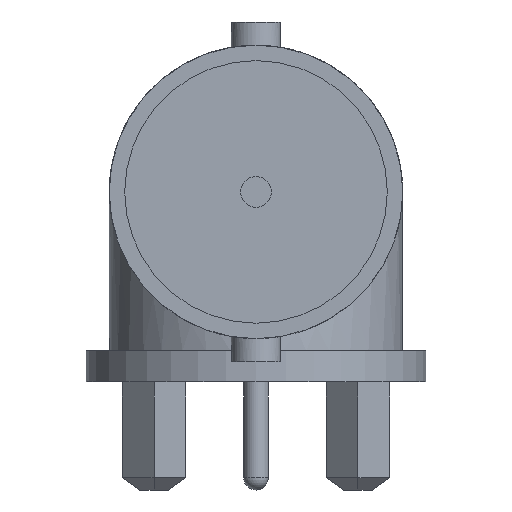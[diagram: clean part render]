
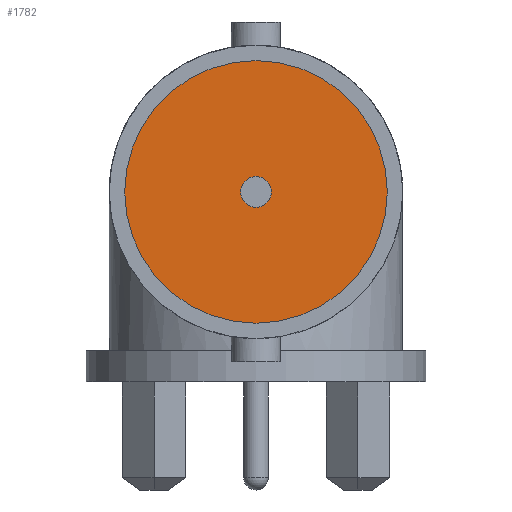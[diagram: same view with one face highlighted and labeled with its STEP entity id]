
A CAD part, front view. The second image highlights one B-rep face of the part: STEP entity #1782.
In plain terms, the highlighted planar face has unit normal (0, -1, 0).
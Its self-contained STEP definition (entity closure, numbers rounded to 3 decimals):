
#1745 = VERTEX_POINT('',#1746);
#1746 = CARTESIAN_POINT('',(4.25,15.,6.15));
#1752 = EDGE_CURVE('',#1745,#1745,#1753,.T.);
#1753 = CIRCLE('',#1754,4.25);
#1754 = AXIS2_PLACEMENT_3D('',#1755,#1756,#1757);
#1755 = CARTESIAN_POINT('',(0.,15.,6.15));
#1756 = DIRECTION('',(-0.,1.,0.));
#1757 = DIRECTION('',(1.,0.,0.));
#1782 = ADVANCED_FACE('',(#1783,#1786),#1797,.F.);
#1783 = FACE_BOUND('',#1784,.F.);
#1784 = EDGE_LOOP('',(#1785));
#1785 = ORIENTED_EDGE('',*,*,#1752,.T.);
#1786 = FACE_BOUND('',#1787,.F.);
#1787 = EDGE_LOOP('',(#1788));
#1788 = ORIENTED_EDGE('',*,*,#1789,.T.);
#1789 = EDGE_CURVE('',#1790,#1790,#1792,.T.);
#1790 = VERTEX_POINT('',#1791);
#1791 = CARTESIAN_POINT('',(0.5,15.,6.15));
#1792 = CIRCLE('',#1793,0.5);
#1793 = AXIS2_PLACEMENT_3D('',#1794,#1795,#1796);
#1794 = CARTESIAN_POINT('',(0.,15.,6.15));
#1795 = DIRECTION('',(0.,-1.,0.));
#1796 = DIRECTION('',(1.,0.,0.));
#1797 = PLANE('',#1798);
#1798 = AXIS2_PLACEMENT_3D('',#1799,#1800,#1801);
#1799 = CARTESIAN_POINT('',(0.,15.,6.15));
#1800 = DIRECTION('',(0.,1.,0.));
#1801 = DIRECTION('',(0.,0.,1.));
